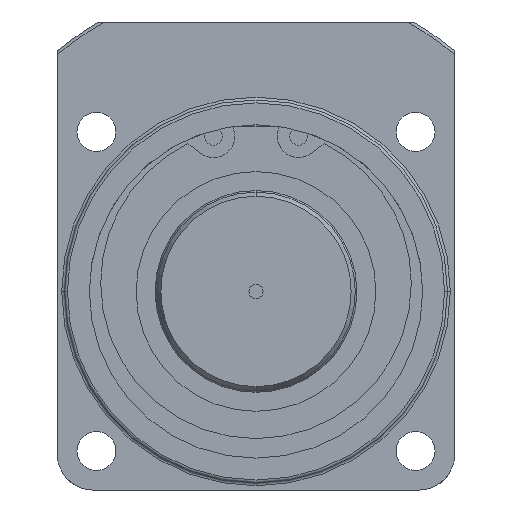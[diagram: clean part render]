
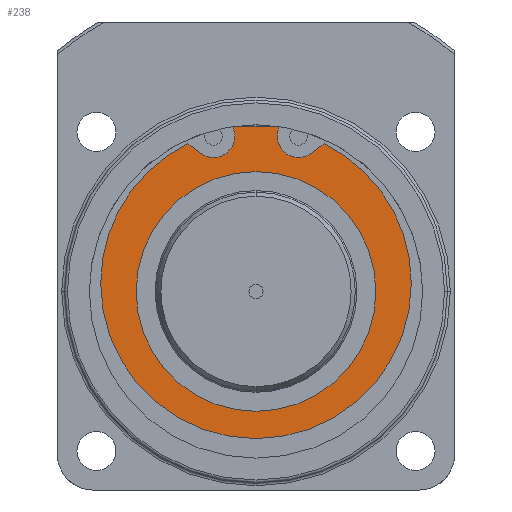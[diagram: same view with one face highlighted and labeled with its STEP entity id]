
A CAD part, front view. The second image highlights one B-rep face of the part: STEP entity #238.
In plain terms, the highlighted planar face has unit normal (0, -1, 0).
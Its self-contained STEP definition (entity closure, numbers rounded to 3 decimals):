
#171 = AXIS2_PLACEMENT_3D ( 'NONE', #7646, #7647, #7648 ) ;
#181 = AXIS2_PLACEMENT_3D ( 'NONE', #7667, #7668, #7669 ) ;
#195 = AXIS2_PLACEMENT_3D ( 'NONE', #7655, #7659, #7660 ) ;
#226 = AXIS2_PLACEMENT_3D ( 'NONE', #5502, #5509, #5510 ) ;
#238 = ADVANCED_FACE ( 'NONE', ( #6996, #6997 ), #3345, .T. ) ;
#338 = AXIS2_PLACEMENT_3D ( 'NONE', #2560, #2564, #2565 ) ;
#348 = AXIS2_PLACEMENT_3D ( 'NONE', #2587, #2588, #2589 ) ;
#350 = AXIS2_PLACEMENT_3D ( 'NONE', #2590, #2594, #2595 ) ;
#351 = AXIS2_PLACEMENT_3D ( 'NONE', #2602, #2606, #2607 ) ;
#352 = VECTOR ( 'NONE', #2593, 1000. ) ;
#353 = AXIS2_PLACEMENT_3D ( 'NONE', #2596, #2600, #2601 ) ;
#355 = VECTOR ( 'NONE', #2599, 1000. ) ;
#357 = VECTOR ( 'NONE', #2605, 1000. ) ;
#359 = VECTOR ( 'NONE', #2611, 1000. ) ;
#1187 = VERTEX_POINT ( 'NONE', #3522 ) ;
#1377 = VERTEX_POINT ( 'NONE', #3579 ) ;
#1380 = VERTEX_POINT ( 'NONE', #3580 ) ;
#2251 = VERTEX_POINT ( 'NONE', #7350 ) ;
#2260 = EDGE_LOOP ( 'NONE', ( #4897, #4896, #4893, #4898, #4900, #4899, #4902, #4901, #4904, #4903, #4905 ) ) ;
#2271 = EDGE_LOOP ( 'NONE', ( #4894, #4895 ) ) ;
#2297 = VERTEX_POINT ( 'NONE', #7352 ) ;
#2560 = CARTESIAN_POINT ( 'NONE',  ( 0., -89.6, 0. ) ) ;
#2564 = DIRECTION ( 'NONE',  ( 0., -1., 0. ) ) ;
#2565 = DIRECTION ( 'NONE',  ( 1., 0., 0. ) ) ;
#2587 = CARTESIAN_POINT ( 'NONE',  ( 0., -89.6, 0. ) ) ;
#2588 = DIRECTION ( 'NONE',  ( 0., -1., 0. ) ) ;
#2589 = DIRECTION ( 'NONE',  ( 1., 0., 0. ) ) ;
#2590 = CARTESIAN_POINT ( 'NONE',  ( -6., -89.6, 21.884 ) ) ;
#2591 = LINE ( 'NONE', #2592, #352 ) ;
#2592 = CARTESIAN_POINT ( 'NONE',  ( 0.908, -89.6, 5.804 ) ) ;
#2593 = DIRECTION ( 'NONE',  ( 0.231, 0., -0.973 ) ) ;
#2594 = DIRECTION ( 'NONE',  ( 0., -1., 0. ) ) ;
#2595 = DIRECTION ( 'NONE',  ( 1., 0., 0. ) ) ;
#2596 = CARTESIAN_POINT ( 'NONE',  ( 0., -89.6, 1.15 ) ) ;
#2597 = LINE ( 'NONE', #2598, #355 ) ;
#2598 = CARTESIAN_POINT ( 'NONE',  ( -7.79, -89.6, 19.477 ) ) ;
#2599 = DIRECTION ( 'NONE',  ( -0.803, 0., 0.597 ) ) ;
#2600 = DIRECTION ( 'NONE',  ( 0., -1., 0. ) ) ;
#2601 = DIRECTION ( 'NONE',  ( 1., 0., 0. ) ) ;
#2602 = CARTESIAN_POINT ( 'NONE',  ( 6., -89.6, 21.884 ) ) ;
#2603 = LINE ( 'NONE', #2604, #357 ) ;
#2604 = CARTESIAN_POINT ( 'NONE',  ( 7.79, -89.6, 19.477 ) ) ;
#2605 = DIRECTION ( 'NONE',  ( -0.803, 0., -0.597 ) ) ;
#2606 = DIRECTION ( 'NONE',  ( 0., -1., 0. ) ) ;
#2607 = DIRECTION ( 'NONE',  ( 1., 0., 0. ) ) ;
#2609 = LINE ( 'NONE', #2610, #359 ) ;
#2610 = CARTESIAN_POINT ( 'NONE',  ( 3.081, -89.6, 22.578 ) ) ;
#2611 = DIRECTION ( 'NONE',  ( 0.231, 0., 0.973 ) ) ;
#3345 = PLANE ( 'NONE',  #6990 ) ;
#3346 = CARTESIAN_POINT ( 'NONE',  ( -23.5, -89.6, 0. ) ) ;
#3347 = DIRECTION ( 'NONE',  ( 0., -1., 0. ) ) ;
#3348 = DIRECTION ( 'NONE',  ( 1., 0., 0. ) ) ;
#3522 = CARTESIAN_POINT ( 'NONE',  ( 3.081, -89.6, 22.578 ) ) ;
#3579 = CARTESIAN_POINT ( 'NONE',  ( -7.79, -89.6, 19.477 ) ) ;
#3580 = CARTESIAN_POINT ( 'NONE',  ( 7.79, -89.6, 19.477 ) ) ;
#4893 = ORIENTED_EDGE ( 'NONE', *, *, #6123, .F. ) ;
#4894 = ORIENTED_EDGE ( 'NONE', *, *, #6141, .F. ) ;
#4895 = ORIENTED_EDGE ( 'NONE', *, *, #6261, .F. ) ;
#4896 = ORIENTED_EDGE ( 'NONE', *, *, #6262, .T. ) ;
#4897 = ORIENTED_EDGE ( 'NONE', *, *, #6253, .T. ) ;
#4898 = ORIENTED_EDGE ( 'NONE', *, *, #6263, .F. ) ;
#4899 = ORIENTED_EDGE ( 'NONE', *, *, #6116, .T. ) ;
#4900 = ORIENTED_EDGE ( 'NONE', *, *, #6264, .T. ) ;
#4901 = ORIENTED_EDGE ( 'NONE', *, *, #6265, .T. ) ;
#4902 = ORIENTED_EDGE ( 'NONE', *, *, #6120, .T. ) ;
#4903 = ORIENTED_EDGE ( 'NONE', *, *, #6267, .F. ) ;
#4904 = ORIENTED_EDGE ( 'NONE', *, *, #6266, .T. ) ;
#4905 = ORIENTED_EDGE ( 'NONE', *, *, #6268, .T. ) ;
#5123 = VERTEX_POINT ( 'NONE', #7497 ) ;
#5502 = CARTESIAN_POINT ( 'NONE',  ( 0., -89.6, 0. ) ) ;
#5509 = DIRECTION ( 'NONE',  ( 0., -1., 0. ) ) ;
#5510 = DIRECTION ( 'NONE',  ( 1., 0., 0. ) ) ;
#6116 = EDGE_CURVE ( 'NONE', #10647, #10776, #6852, .T. ) ;
#6120 = EDGE_CURVE ( 'NONE', #10776, #10747, #6854, .T. ) ;
#6123 = EDGE_CURVE ( 'NONE', #10550, #10715, #6856, .T. ) ;
#6141 = EDGE_CURVE ( 'NONE', #10738, #10573, #6865, .T. ) ;
#6253 = EDGE_CURVE ( 'NONE', #2297, #5123, #6916, .T. ) ;
#6261 = EDGE_CURVE ( 'NONE', #10573, #10738, #6922, .T. ) ;
#6262 = EDGE_CURVE ( 'NONE', #5123, #10715, #2591, .T. ) ;
#6263 = EDGE_CURVE ( 'NONE', #1377, #10550, #6923, .T. ) ;
#6264 = EDGE_CURVE ( 'NONE', #1377, #10647, #2597, .T. ) ;
#6265 = EDGE_CURVE ( 'NONE', #10747, #2251, #6924, .T. ) ;
#6266 = EDGE_CURVE ( 'NONE', #2251, #1380, #2603, .T. ) ;
#6267 = EDGE_CURVE ( 'NONE', #1187, #1380, #6925, .T. ) ;
#6268 = EDGE_CURVE ( 'NONE', #1187, #2297, #2609, .T. ) ;
#6852 = CIRCLE ( 'NONE', #171, 21.9 ) ;
#6854 = CIRCLE ( 'NONE', #195, 21.9 ) ;
#6856 = CIRCLE ( 'NONE', #181, 3. ) ;
#6865 = CIRCLE ( 'NONE', #226, 16.9 ) ;
#6916 = CIRCLE ( 'NONE', #338, 23.5 ) ;
#6922 = CIRCLE ( 'NONE', #348, 16.9 ) ;
#6923 = CIRCLE ( 'NONE', #350, 3. ) ;
#6924 = CIRCLE ( 'NONE', #353, 21.9 ) ;
#6925 = CIRCLE ( 'NONE', #351, 3. ) ;
#6990 = AXIS2_PLACEMENT_3D ( 'NONE', #3346, #3347, #3348 ) ;
#6996 = FACE_BOUND ( 'NONE', #2271, .T. ) ;
#6997 = FACE_OUTER_BOUND ( 'NONE', #2260, .T. ) ;
#7350 = CARTESIAN_POINT ( 'NONE',  ( 9.609, -89.6, 20.829 ) ) ;
#7352 = CARTESIAN_POINT ( 'NONE',  ( 3.247, -89.6, 23.275 ) ) ;
#7497 = CARTESIAN_POINT ( 'NONE',  ( -3.247, -89.6, 23.275 ) ) ;
#7646 = CARTESIAN_POINT ( 'NONE',  ( 0., -89.6, 1.15 ) ) ;
#7647 = DIRECTION ( 'NONE',  ( 0., -1., 0. ) ) ;
#7648 = DIRECTION ( 'NONE',  ( 1., 0., 0. ) ) ;
#7655 = CARTESIAN_POINT ( 'NONE',  ( 0., -89.6, 1.15 ) ) ;
#7659 = DIRECTION ( 'NONE',  ( 0., -1., 0. ) ) ;
#7660 = DIRECTION ( 'NONE',  ( 1., 0., 0. ) ) ;
#7667 = CARTESIAN_POINT ( 'NONE',  ( -6., -89.6, 21.884 ) ) ;
#7668 = DIRECTION ( 'NONE',  ( 0., -1., 0. ) ) ;
#7669 = DIRECTION ( 'NONE',  ( 1., 0., 0. ) ) ;
#8403 = CARTESIAN_POINT ( 'NONE',  ( -3., -89.6, 21.884 ) ) ;
#8425 = CARTESIAN_POINT ( 'NONE',  ( -16.9, -89.6, 0. ) ) ;
#8499 = CARTESIAN_POINT ( 'NONE',  ( -9.609, -89.6, 20.829 ) ) ;
#8567 = CARTESIAN_POINT ( 'NONE',  ( -3.081, -89.6, 22.578 ) ) ;
#8590 = CARTESIAN_POINT ( 'NONE',  ( 16.9, -89.6, 0. ) ) ;
#8599 = CARTESIAN_POINT ( 'NONE',  ( 21.9, -89.6, 1.15 ) ) ;
#8628 = CARTESIAN_POINT ( 'NONE',  ( -21.9, -89.6, 1.15 ) ) ;
#10550 = VERTEX_POINT ( 'NONE', #8403 ) ;
#10573 = VERTEX_POINT ( 'NONE', #8425 ) ;
#10647 = VERTEX_POINT ( 'NONE', #8499 ) ;
#10715 = VERTEX_POINT ( 'NONE', #8567 ) ;
#10738 = VERTEX_POINT ( 'NONE', #8590 ) ;
#10747 = VERTEX_POINT ( 'NONE', #8599 ) ;
#10776 = VERTEX_POINT ( 'NONE', #8628 ) ;
